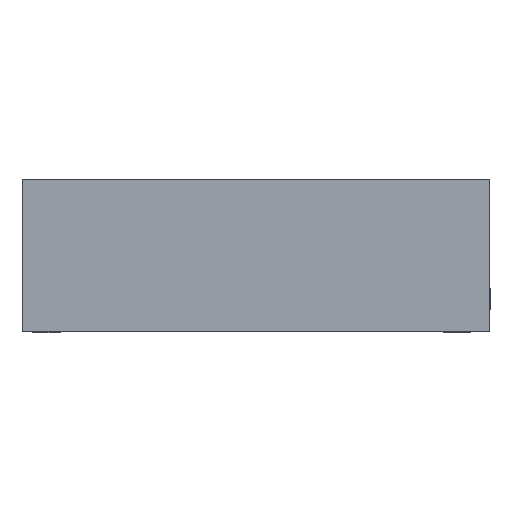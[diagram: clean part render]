
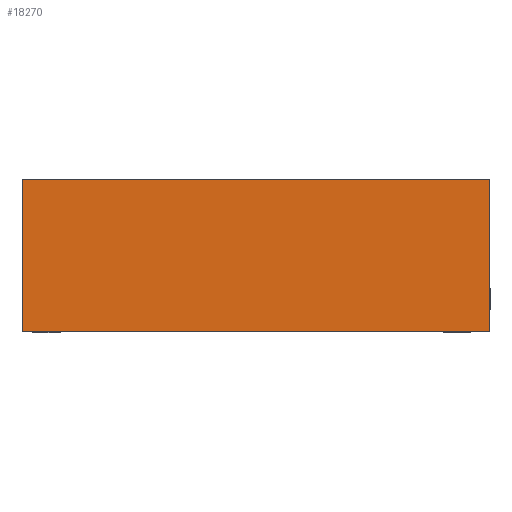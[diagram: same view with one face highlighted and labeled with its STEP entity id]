
A CAD part, left-side view. The second image highlights one B-rep face of the part: STEP entity #18270.
In plain terms, the highlighted planar face has unit normal (-1, 0, 0).
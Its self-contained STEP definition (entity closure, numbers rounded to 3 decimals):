
#423 = CARTESIAN_POINT ( 'NONE',  ( -2.25, 2.15, 1.4 ) ) ;
#1713 = CARTESIAN_POINT ( 'NONE',  ( -2.25, -2.15, 1.4 ) ) ;
#3418 = ORIENTED_EDGE ( 'NONE', *, *, #12063, .F. ) ;
#3792 = ORIENTED_EDGE ( 'NONE', *, *, #8801, .T. ) ;
#4110 = EDGE_CURVE ( 'NONE', #13928, #7357, #13319, .T. ) ;
#4358 = CARTESIAN_POINT ( 'NONE',  ( -2.25, 2.15, 1.4 ) ) ;
#4470 = DIRECTION ( 'NONE',  ( 0., -1., 0. ) ) ;
#5370 = VECTOR ( 'NONE', #4470, 1000. ) ;
#5843 = LINE ( 'NONE', #17053, #12251 ) ;
#6696 = PLANE ( 'NONE',  #8773 ) ;
#6725 = DIRECTION ( 'NONE',  ( 0., -1., 0. ) ) ;
#7357 = VERTEX_POINT ( 'NONE', #9155 ) ;
#7685 = VECTOR ( 'NONE', #10460, 1000. ) ;
#8209 = LINE ( 'NONE', #12480, #17613 ) ;
#8579 = ORIENTED_EDGE ( 'NONE', *, *, #4110, .T. ) ;
#8773 = AXIS2_PLACEMENT_3D ( 'NONE', #9582, #16611, #14962 ) ;
#8801 = EDGE_CURVE ( 'NONE', #12867, #13928, #17320, .T. ) ;
#9155 = CARTESIAN_POINT ( 'NONE',  ( -2.25, -2.15, 0. ) ) ;
#9582 = CARTESIAN_POINT ( 'NONE',  ( -2.25, 2.15, 1.4 ) ) ;
#9854 = CARTESIAN_POINT ( 'NONE',  ( -2.25, 2.15, 0. ) ) ;
#10116 = DIRECTION ( 'NONE',  ( 0., 0., -1. ) ) ;
#10460 = DIRECTION ( 'NONE',  ( 0., 0., -1. ) ) ;
#12063 = EDGE_CURVE ( 'NONE', #12867, #13574, #8209, .T. ) ;
#12187 = EDGE_LOOP ( 'NONE', ( #8579, #13001, #3418, #3792 ) ) ;
#12189 = FACE_OUTER_BOUND ( 'NONE', #12187, .T. ) ;
#12251 = VECTOR ( 'NONE', #10116, 1000. ) ;
#12480 = CARTESIAN_POINT ( 'NONE',  ( -2.25, 2.15, 1.4 ) ) ;
#12867 = VERTEX_POINT ( 'NONE', #4358 ) ;
#13001 = ORIENTED_EDGE ( 'NONE', *, *, #15426, .F. ) ;
#13319 = LINE ( 'NONE', #14331, #5370 ) ;
#13574 = VERTEX_POINT ( 'NONE', #1713 ) ;
#13928 = VERTEX_POINT ( 'NONE', #9854 ) ;
#14331 = CARTESIAN_POINT ( 'NONE',  ( -2.25, 2.15, 0. ) ) ;
#14962 = DIRECTION ( 'NONE',  ( 0., 1., 0. ) ) ;
#15426 = EDGE_CURVE ( 'NONE', #13574, #7357, #5843, .T. ) ;
#16611 = DIRECTION ( 'NONE',  ( 1., 0., 0. ) ) ;
#17053 = CARTESIAN_POINT ( 'NONE',  ( -2.25, -2.15, 1.4 ) ) ;
#17320 = LINE ( 'NONE', #423, #7685 ) ;
#17613 = VECTOR ( 'NONE', #6725, 1000. ) ;
#18270 = ADVANCED_FACE ( 'NONE', ( #12189 ), #6696, .F. ) ;
